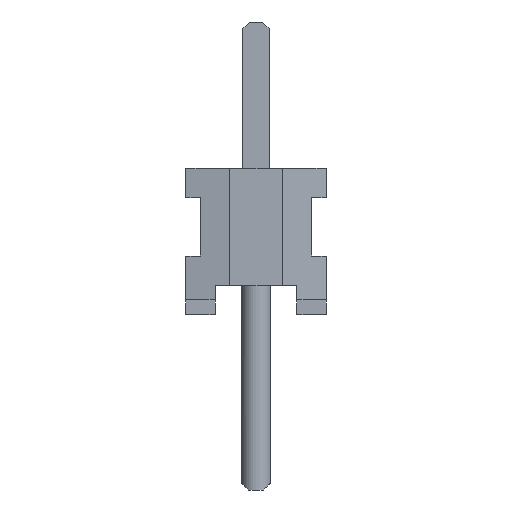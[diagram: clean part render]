
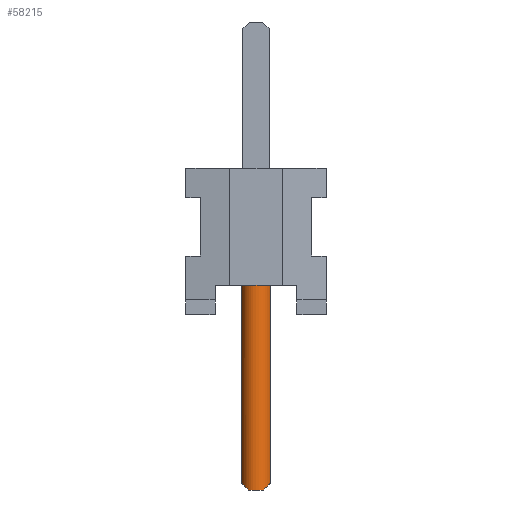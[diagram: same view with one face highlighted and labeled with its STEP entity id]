
A CAD part, left-side view. The second image highlights one B-rep face of the part: STEP entity #58215.
In plain terms, the highlighted cylindrical face has radius 0.254 mm (diameter 0.508 mm), a full revolution.
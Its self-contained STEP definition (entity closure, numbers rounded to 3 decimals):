
#55501 = EDGE_CURVE('',#55502,#55504,#55506,.T.);
#55502 = VERTEX_POINT('',#55503);
#55503 = CARTESIAN_POINT('',(-28.194,0.,1.27));
#55504 = VERTEX_POINT('',#55505);
#55505 = CARTESIAN_POINT('',(-27.72,0.127,1.27));
#55506 = CIRCLE('',#55507,0.254);
#55507 = AXIS2_PLACEMENT_3D('',#55508,#55509,#55510);
#55508 = CARTESIAN_POINT('',(-27.94,0.,1.27));
#55509 = DIRECTION('',(0.,0.,1.));
#55510 = DIRECTION('',(1.,0.,0.));
#55512 = EDGE_CURVE('',#55504,#55502,#55513,.T.);
#55513 = CIRCLE('',#55514,0.254);
#55514 = AXIS2_PLACEMENT_3D('',#55515,#55516,#55517);
#55515 = CARTESIAN_POINT('',(-27.94,0.,1.27));
#55516 = DIRECTION('',(0.,0.,1.));
#55517 = DIRECTION('',(1.,0.,0.));
#58215 = ADVANCED_FACE('',(#58216),#58262,.T.);
#58216 = FACE_BOUND('',#58217,.T.);
#58217 = EDGE_LOOP('',(#58218,#58219,#58226,#58235,#58244,#58253,#58260,
    #58261));
#58218 = ORIENTED_EDGE('',*,*,#55512,.F.);
#58219 = ORIENTED_EDGE('',*,*,#58220,.T.);
#58220 = EDGE_CURVE('',#55504,#58221,#58223,.T.);
#58221 = VERTEX_POINT('',#58222);
#58222 = CARTESIAN_POINT('',(-27.72,0.127,-3.048));
#58223 = B_SPLINE_CURVE_WITH_KNOTS('',1,(#58224,#58225),.UNSPECIFIED.,
  .F.,.F.,(2,2),(0.,4.318),.PIECEWISE_BEZIER_KNOTS.);
#58224 = CARTESIAN_POINT('',(-27.72,0.127,1.27));
#58225 = CARTESIAN_POINT('',(-27.72,0.127,-3.048));
#58226 = ORIENTED_EDGE('',*,*,#58227,.T.);
#58227 = EDGE_CURVE('',#58221,#58228,#58230,.T.);
#58228 = VERTEX_POINT('',#58229);
#58229 = CARTESIAN_POINT('',(-28.16,0.127,-3.048));
#58230 = ELLIPSE('',#58231,0.359,0.254);
#58231 = AXIS2_PLACEMENT_3D('',#58232,#58233,#58234);
#58232 = CARTESIAN_POINT('',(-27.94,0.,-3.175));
#58233 = DIRECTION('',(0.,-0.707,0.707));
#58234 = DIRECTION('',(0.,-0.707,-0.707));
#58235 = ORIENTED_EDGE('',*,*,#58236,.T.);
#58236 = EDGE_CURVE('',#58228,#58237,#58239,.T.);
#58237 = VERTEX_POINT('',#58238);
#58238 = CARTESIAN_POINT('',(-28.16,-0.127,-3.048));
#58239 = CIRCLE('',#58240,0.254);
#58240 = AXIS2_PLACEMENT_3D('',#58241,#58242,#58243);
#58241 = CARTESIAN_POINT('',(-27.94,0.,-3.048));
#58242 = DIRECTION('',(0.,0.,1.));
#58243 = DIRECTION('',(0.,-1.,0.));
#58244 = ORIENTED_EDGE('',*,*,#58245,.T.);
#58245 = EDGE_CURVE('',#58237,#58246,#58248,.T.);
#58246 = VERTEX_POINT('',#58247);
#58247 = CARTESIAN_POINT('',(-27.72,-0.127,-3.048));
#58248 = ELLIPSE('',#58249,0.359,0.254);
#58249 = AXIS2_PLACEMENT_3D('',#58250,#58251,#58252);
#58250 = CARTESIAN_POINT('',(-27.94,0.,-3.175));
#58251 = DIRECTION('',(0.,0.707,0.707));
#58252 = DIRECTION('',(0.,0.707,-0.707));
#58253 = ORIENTED_EDGE('',*,*,#58254,.T.);
#58254 = EDGE_CURVE('',#58246,#58221,#58255,.T.);
#58255 = CIRCLE('',#58256,0.254);
#58256 = AXIS2_PLACEMENT_3D('',#58257,#58258,#58259);
#58257 = CARTESIAN_POINT('',(-27.94,0.,-3.048));
#58258 = DIRECTION('',(0.,0.,1.));
#58259 = DIRECTION('',(0.,-1.,0.));
#58260 = ORIENTED_EDGE('',*,*,#58220,.F.);
#58261 = ORIENTED_EDGE('',*,*,#55501,.F.);
#58262 = CYLINDRICAL_SURFACE('',#58263,0.254);
#58263 = AXIS2_PLACEMENT_3D('',#58264,#58265,#58266);
#58264 = CARTESIAN_POINT('',(-27.94,0.,1.27));
#58265 = DIRECTION('',(0.,0.,-1.));
#58266 = DIRECTION('',(0.,1.,0.));
